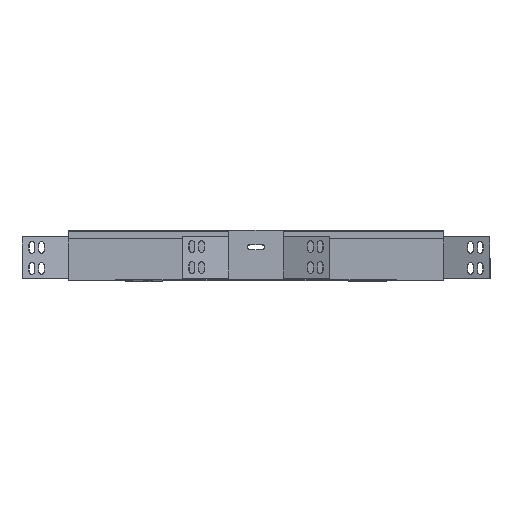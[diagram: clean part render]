
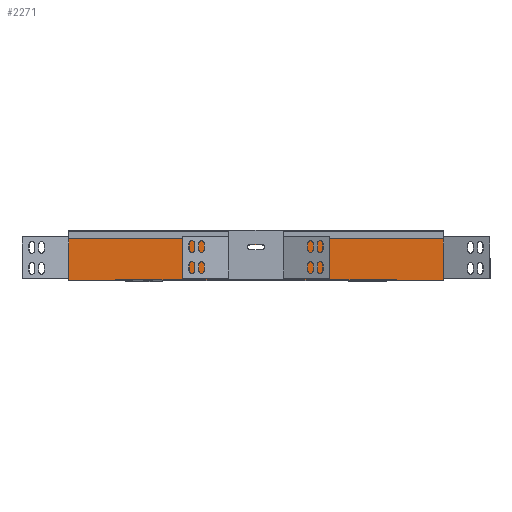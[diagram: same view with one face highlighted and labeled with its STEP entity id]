
A CAD part, top view. The second image highlights one B-rep face of the part: STEP entity #2271.
In plain terms, the highlighted planar face has unit normal (0, 0, 1).
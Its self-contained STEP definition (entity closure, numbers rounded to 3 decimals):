
#58 = DIRECTION ( 'NONE',  ( 1., 0., 0. ) ) ;
#61 = CARTESIAN_POINT ( 'NONE',  ( 6.5, 42.9, 0.7 ) ) ;
#129 = ORIENTED_EDGE ( 'NONE', *, *, #3178, .T. ) ;
#146 = ORIENTED_EDGE ( 'NONE', *, *, #3912, .F. ) ;
#153 = ORIENTED_EDGE ( 'NONE', *, *, #4114, .T. ) ;
#252 = DIRECTION ( 'NONE',  ( 0., 0., 1. ) ) ;
#332 = CARTESIAN_POINT ( 'NONE',  ( 223.076, 57.7, 0.7 ) ) ;
#437 = CARTESIAN_POINT ( 'NONE',  ( -6.5, 35.9, 0.7 ) ) ;
#566 = DIRECTION ( 'NONE',  ( 0., -1., 0. ) ) ;
#646 = CARTESIAN_POINT ( 'NONE',  ( -6.5, 42.9, 0.7 ) ) ;
#671 = ORIENTED_EDGE ( 'NONE', *, *, #6143, .F. ) ;
#726 = VECTOR ( 'NONE', #5234, 1000. ) ;
#753 = VECTOR ( 'NONE', #2381, 1000. ) ;
#802 = LINE ( 'NONE', #1920, #753 ) ;
#803 = LINE ( 'NONE', #968, #2198 ) ;
#816 = LINE ( 'NONE', #1998, #3529 ) ;
#825 = CARTESIAN_POINT ( 'NONE',  ( -223.076, 2.3, 0.7 ) ) ;
#840 = PLANE ( 'NONE',  #1712 ) ;
#849 = ORIENTED_EDGE ( 'NONE', *, *, #4923, .T. ) ;
#853 = ORIENTED_EDGE ( 'NONE', *, *, #3092, .T. ) ;
#899 = CIRCLE ( 'NONE', #2696, 3.5 ) ;
#909 = DIRECTION ( 'NONE',  ( -1., 0., 0. ) ) ;
#932 = CARTESIAN_POINT ( 'NONE',  ( 0., 0., 0.7 ) ) ;
#944 = CARTESIAN_POINT ( 'NONE',  ( 6.5, 39.4, 0.7 ) ) ;
#966 = DIRECTION ( 'NONE',  ( 0., -1., 0. ) ) ;
#968 = CARTESIAN_POINT ( 'NONE',  ( 6.5, 35.9, 0.7 ) ) ;
#1146 = CARTESIAN_POINT ( 'NONE',  ( -223.076, 52.3, 0.7 ) ) ;
#1188 = DIRECTION ( 'NONE',  ( 0., 0., -1. ) ) ;
#1210 = VECTOR ( 'NONE', #5803, 1000. ) ;
#1218 = CIRCLE ( 'NONE', #3155, 3.5 ) ;
#1260 = CARTESIAN_POINT ( 'NONE',  ( 223.076, 2.3, 0.7 ) ) ;
#1327 = LINE ( 'NONE', #4759, #1836 ) ;
#1529 = ORIENTED_EDGE ( 'NONE', *, *, #4346, .F. ) ;
#1584 = VECTOR ( 'NONE', #4035, 1000. ) ;
#1598 = B_SPLINE_CURVE_WITH_KNOTS ( 'NONE', 3,
 ( #3346, #3394, #3453, #2684, #2723, #4073 ),
 .UNSPECIFIED., .F., .F.,
 ( 4, 2, 4 ),
 ( 0.007, 0.007, 0.008 ),
 .UNSPECIFIED. ) ;
#1620 = ORIENTED_EDGE ( 'NONE', *, *, #2894, .F. ) ;
#1634 = ORIENTED_EDGE ( 'NONE', *, *, #3772, .F. ) ;
#1662 = LINE ( 'NONE', #4235, #1584 ) ;
#1712 = AXIS2_PLACEMENT_3D ( 'NONE', #932, #252, #566 ) ;
#1730 = LINE ( 'NONE', #4762, #4896 ) ;
#1745 = VECTOR ( 'NONE', #2554, 1000. ) ;
#1836 = VECTOR ( 'NONE', #4801, 1000. ) ;
#1841 = CARTESIAN_POINT ( 'NONE',  ( 223.076, 0., 0.7 ) ) ;
#1920 = CARTESIAN_POINT ( 'NONE',  ( -223.076, 0., 0.7 ) ) ;
#1998 = CARTESIAN_POINT ( 'NONE',  ( 223.076, 0.7, 0.7 ) ) ;
#2013 = CARTESIAN_POINT ( 'NONE',  ( 223.076, 52.3, 0.7 ) ) ;
#2023 = DIRECTION ( 'NONE',  ( 0., -1., 0. ) ) ;
#2136 = CARTESIAN_POINT ( 'NONE',  ( 222.724, 0.7, 0.7 ) ) ;
#2198 = VECTOR ( 'NONE', #909, 1000. ) ;
#2271 = ADVANCED_FACE ( 'NONE', ( #2608, #2662 ), #840, .T. ) ;
#2300 = ORIENTED_EDGE ( 'NONE', *, *, #3894, .T. ) ;
#2304 = ORIENTED_EDGE ( 'NONE', *, *, #3984, .T. ) ;
#2332 = CARTESIAN_POINT ( 'NONE',  ( 6.5, 42.9, 0.7 ) ) ;
#2341 = EDGE_CURVE ( 'NONE', #4620, #5634, #2525, .T. ) ;
#2381 = DIRECTION ( 'NONE',  ( 0., -1., 0. ) ) ;
#2413 = ORIENTED_EDGE ( 'NONE', *, *, #2341, .F. ) ;
#2450 = VECTOR ( 'NONE', #6031, 1000. ) ;
#2489 = LINE ( 'NONE', #2501, #1745 ) ;
#2501 = CARTESIAN_POINT ( 'NONE',  ( -223.076, 58.7, 0.7 ) ) ;
#2525 = LINE ( 'NONE', #1841, #2450 ) ;
#2554 = DIRECTION ( 'NONE',  ( 0., 1., 0. ) ) ;
#2574 = CARTESIAN_POINT ( 'NONE',  ( 222.932, 1.377, 0.7 ) ) ;
#2600 = CARTESIAN_POINT ( 'NONE',  ( 222.812, 1.044, 0.7 ) ) ;
#2608 = FACE_BOUND ( 'NONE', #5015, .T. ) ;
#2613 = CARTESIAN_POINT ( 'NONE',  ( 222.763, 0.873, 0.7 ) ) ;
#2619 = CARTESIAN_POINT ( 'NONE',  ( 222.724, 0.7, 0.7 ) ) ;
#2622 = EDGE_LOOP ( 'NONE', ( #1634, #129, #1620, #153, #4996, #5704, #146, #2413, #1529, #849, #2300, #671 ) ) ;
#2656 = VECTOR ( 'NONE', #4980, 1000. ) ;
#2662 = FACE_OUTER_BOUND ( 'NONE', #2622, .T. ) ;
#2684 = CARTESIAN_POINT ( 'NONE',  ( -222.812, 1.044, 0.7 ) ) ;
#2696 = AXIS2_PLACEMENT_3D ( 'NONE', #944, #1188, #966 ) ;
#2723 = CARTESIAN_POINT ( 'NONE',  ( -222.763, 0.873, 0.7 ) ) ;
#2894 = EDGE_CURVE ( 'NONE', #3434, #5864, #1662, .T. ) ;
#2959 = EDGE_CURVE ( 'NONE', #6204, #6090, #4692, .T. ) ;
#2970 = CARTESIAN_POINT ( 'NONE',  ( -6.5, 39.4, 0.7 ) ) ;
#2973 = DIRECTION ( 'NONE',  ( 0., 0., -1. ) ) ;
#2981 = DIRECTION ( 'NONE',  ( 0., -1., 0. ) ) ;
#3043 = CARTESIAN_POINT ( 'NONE',  ( 223.076, 1.7, 0.7 ) ) ;
#3092 = EDGE_CURVE ( 'NONE', #5245, #3512, #899, .T. ) ;
#3129 = CARTESIAN_POINT ( 'NONE',  ( 223.004, 1.538, 0.7 ) ) ;
#3155 = AXIS2_PLACEMENT_3D ( 'NONE', #2970, #2973, #2981 ) ;
#3178 = EDGE_CURVE ( 'NONE', #4399, #5864, #802, .T. ) ;
#3201 = CARTESIAN_POINT ( 'NONE',  ( 223.076, 1.7, 0.7 ) ) ;
#3346 = CARTESIAN_POINT ( 'NONE',  ( -223.076, 1.7, 0.7 ) ) ;
#3394 = CARTESIAN_POINT ( 'NONE',  ( -223.004, 1.538, 0.7 ) ) ;
#3434 = VERTEX_POINT ( 'NONE', #4734 ) ;
#3453 = CARTESIAN_POINT ( 'NONE',  ( -222.932, 1.377, 0.7 ) ) ;
#3512 = VERTEX_POINT ( 'NONE', #5383 ) ;
#3529 = VECTOR ( 'NONE', #2023, 1000. ) ;
#3557 = ORIENTED_EDGE ( 'NONE', *, *, #3648, .T. ) ;
#3648 = EDGE_CURVE ( 'NONE', #3512, #4792, #803, .T. ) ;
#3709 = CARTESIAN_POINT ( 'NONE',  ( -222.724, 0.7, 0.7 ) ) ;
#3772 = EDGE_CURVE ( 'NONE', #4399, #6114, #2489, .T. ) ;
#3883 = LINE ( 'NONE', #4796, #726 ) ;
#3894 = EDGE_CURVE ( 'NONE', #6109, #5643, #1327, .T. ) ;
#3912 = EDGE_CURVE ( 'NONE', #5634, #6204, #4204, .T. ) ;
#3969 = LINE ( 'NONE', #61, #5382 ) ;
#3984 = EDGE_CURVE ( 'NONE', #4792, #4575, #1218, .T. ) ;
#4035 = DIRECTION ( 'NONE',  ( 0., 1., 0. ) ) ;
#4073 = CARTESIAN_POINT ( 'NONE',  ( -222.724, 0.7, 0.7 ) ) ;
#4114 = EDGE_CURVE ( 'NONE', #3434, #6182, #1598, .T. ) ;
#4146 = LINE ( 'NONE', #4811, #1210 ) ;
#4204 = LINE ( 'NONE', #4948, #2656 ) ;
#4235 = CARTESIAN_POINT ( 'NONE',  ( -223.076, 58.7, 0.7 ) ) ;
#4346 = EDGE_CURVE ( 'NONE', #5869, #4620, #816, .T. ) ;
#4399 = VERTEX_POINT ( 'NONE', #1146 ) ;
#4518 = EDGE_CURVE ( 'NONE', #4575, #5245, #3969, .T. ) ;
#4575 = VERTEX_POINT ( 'NONE', #646 ) ;
#4620 = VERTEX_POINT ( 'NONE', #2013 ) ;
#4678 = DIRECTION ( 'NONE',  ( 0., 1., 0. ) ) ;
#4692 = B_SPLINE_CURVE_WITH_KNOTS ( 'NONE', 3,
 ( #3043, #3129, #2574, #2600, #2613, #2619 ),
 .UNSPECIFIED., .F., .F.,
 ( 4, 2, 4 ),
 ( 0.007, 0.007, 0.008 ),
 .UNSPECIFIED. ) ;
#4734 = CARTESIAN_POINT ( 'NONE',  ( -223.076, 1.7, 0.7 ) ) ;
#4759 = CARTESIAN_POINT ( 'NONE',  ( 0., 58.7, 0.7 ) ) ;
#4762 = CARTESIAN_POINT ( 'NONE',  ( -223.076, 0., 0.7 ) ) ;
#4792 = VERTEX_POINT ( 'NONE', #437 ) ;
#4796 = CARTESIAN_POINT ( 'NONE',  ( 0., 0.7, 0.7 ) ) ;
#4801 = DIRECTION ( 'NONE',  ( -1., 0., 0. ) ) ;
#4811 = CARTESIAN_POINT ( 'NONE',  ( 223.076, 57.7, 0.7 ) ) ;
#4896 = VECTOR ( 'NONE', #4678, 1000. ) ;
#4911 = EDGE_CURVE ( 'NONE', #6090, #6182, #3883, .T. ) ;
#4923 = EDGE_CURVE ( 'NONE', #5869, #6109, #4146, .T. ) ;
#4948 = CARTESIAN_POINT ( 'NONE',  ( 223.076, 0.7, 0.7 ) ) ;
#4980 = DIRECTION ( 'NONE',  ( 0., -1., 0. ) ) ;
#4996 = ORIENTED_EDGE ( 'NONE', *, *, #4911, .F. ) ;
#5015 = EDGE_LOOP ( 'NONE', ( #853, #3557, #2304, #5258 ) ) ;
#5089 = CARTESIAN_POINT ( 'NONE',  ( -223.076, 58.7, 0.7 ) ) ;
#5234 = DIRECTION ( 'NONE',  ( -1., 0., 0. ) ) ;
#5245 = VERTEX_POINT ( 'NONE', #2332 ) ;
#5258 = ORIENTED_EDGE ( 'NONE', *, *, #4518, .T. ) ;
#5382 = VECTOR ( 'NONE', #58, 1000. ) ;
#5383 = CARTESIAN_POINT ( 'NONE',  ( 6.5, 35.9, 0.7 ) ) ;
#5634 = VERTEX_POINT ( 'NONE', #1260 ) ;
#5643 = VERTEX_POINT ( 'NONE', #5089 ) ;
#5704 = ORIENTED_EDGE ( 'NONE', *, *, #2959, .F. ) ;
#5710 = CARTESIAN_POINT ( 'NONE',  ( -223.076, 57.7, 0.7 ) ) ;
#5803 = DIRECTION ( 'NONE',  ( 0., 1., 0. ) ) ;
#5864 = VERTEX_POINT ( 'NONE', #825 ) ;
#5869 = VERTEX_POINT ( 'NONE', #332 ) ;
#6031 = DIRECTION ( 'NONE',  ( 0., -1., 0. ) ) ;
#6033 = CARTESIAN_POINT ( 'NONE',  ( 223.076, 58.7, 0.7 ) ) ;
#6090 = VERTEX_POINT ( 'NONE', #2136 ) ;
#6109 = VERTEX_POINT ( 'NONE', #6033 ) ;
#6114 = VERTEX_POINT ( 'NONE', #5710 ) ;
#6143 = EDGE_CURVE ( 'NONE', #6114, #5643, #1730, .T. ) ;
#6182 = VERTEX_POINT ( 'NONE', #3709 ) ;
#6204 = VERTEX_POINT ( 'NONE', #3201 ) ;
